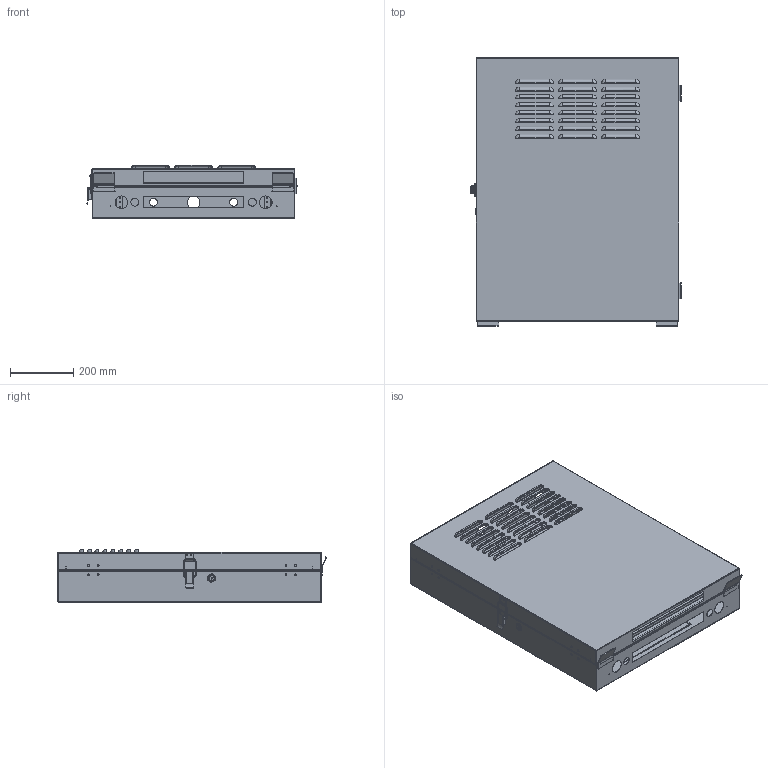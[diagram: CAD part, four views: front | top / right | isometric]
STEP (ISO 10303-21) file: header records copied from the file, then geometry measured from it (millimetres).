
FILE_DESCRIPTION (( 'STEP AP214' ), '1' );
FILE_NAME ('SMC-F3U600-WT_3D.step', '2024-03-04T16:52:32', ( '' ), ( '' ), 'SwSTEP 2.0', 'SolidWorks 2022', '' );
FILE_SCHEMA (( 'AUTOMOTIVE_DESIGN' ));
Length unit declared in the file: inch
Products named in the file (23): SM_LATCH ASSY, 2U; SM_M5-1N; SMC-F3U600-WT_3D; SM_MNT BRKT, LEFT, 3U, 17.12 HT; SM_PNL MNT BRKT, 2U, LEFT; SM_BACK_SUPPORT; SM_LOCK MECHANISM; SM_DOOR, 3U X 600mm X 26; SM_ENCLOSURE BASE ASSY, 3U X 600mm X 26; SM_PATCH BRKT, 2U, RIGHT; SM_607-1B; SM_PNL MNT BRKT, 2U, RIGHT; SM_PATCH BRKT, 2U, LEFT; SM_DOOR ASSY, 3U X 600mm X 26; SM_LATCH PLATE; SM_MNT RAIL, HORIZONTAL, 3U; SM_607-1A; SM_LOCK ASSY; SM_MNT BRKT, RIGHT, 3U, 17.12 HT; SM_ENCLOSURE BASE, 3U X 600mm X 26; SM_LOCKING CAM; SM_LEAD_IN_PLATE; SM_2U HINGE
Assembly tree (45 placements, depth 4):
  SMC-F3U600-WT_3D
    SM_DOOR ASSY, 3U X 600mm X 26
      SM_DOOR, 3U X 600mm X 26
      SM_LATCH PLATE
    SM_ENCLOSURE BASE ASSY, 3U X 600mm X 26
      SM_ENCLOSURE BASE, 3U X 600mm X 26
      SM_BACK_SUPPORT  x2
      SM_PATCH BRKT, 2U, LEFT
      SM_PNL MNT BRKT, 2U, LEFT
      SM_MNT RAIL, HORIZONTAL, 3U  x2
      SM_MNT BRKT, LEFT, 3U, 17.12 HT
      SM_LATCH ASSY, 2U
        SM_607-1A
        SM_607-1B
      SM_LOCK ASSY
        SM_LOCK MECHANISM
        SM_LOCKING CAM
      SM_M5-1N  x20
      SM_LEAD_IN_PLATE  x2
      SM_PATCH BRKT, 2U, RIGHT
      SM_PNL MNT BRKT, 2U, RIGHT
      SM_MNT BRKT, RIGHT, 3U, 17.12 HT
    SM_2U HINGE  x2
Bounding box: 666.87 x 853.14 x 169.26 mm (x, y, z)
Volume: 2932990.7 mm3; surface area: 3859343 mm2
Topology: 39 solids, 50 shells, 2032 faces, 5551 edges, 3617 vertices
Faces by surface type: cylinder 1003, plane 863, bspline 163, cone 2, sphere 1
Entity records: 95964 total; most frequent: CARTESIAN_POINT 30777, ORIENTED_EDGE 9547, DIRECTION 8752, EDGE_CURVE 4813, VERTEX_POINT 3125, AXIS2_PLACEMENT_3D 3065, VECTOR 2622, LINE 2622
